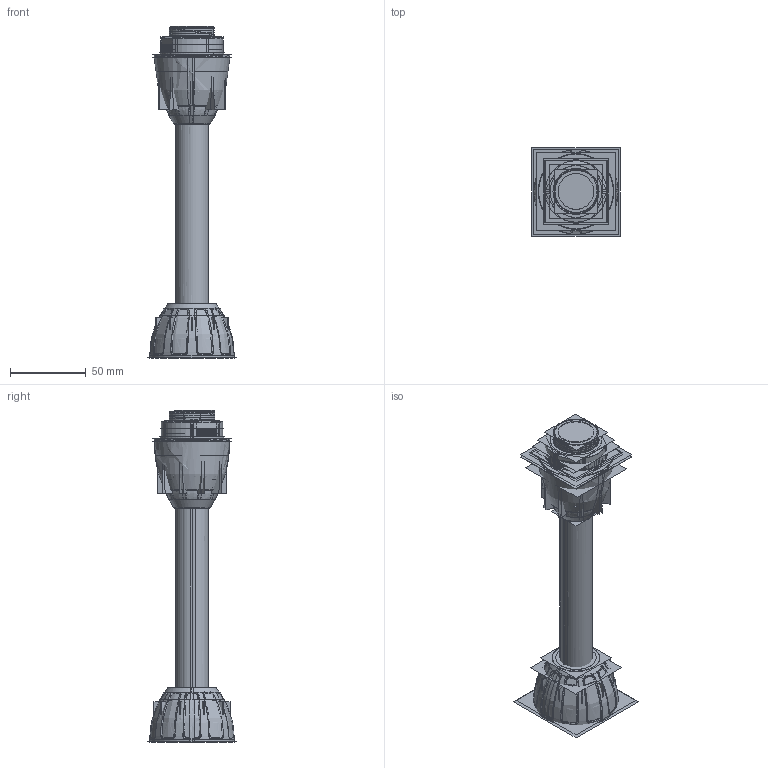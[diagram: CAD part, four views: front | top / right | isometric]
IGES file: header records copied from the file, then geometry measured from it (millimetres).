
Start section:  PTC IGES file: 217499.igs
Global section: file name: 217499.igs; native system: Creo Parametric by PTC Inc.; preprocessor: 2019292; author: PDMAdmin; organization: Unknown; date: 20200501.135446; units: millimetre
Bounding box: 58.24 x 58.27 x 219.29 mm (x, y, z)
Volume: 88593.7 mm3; surface area: 977061.9 mm2
Topology: 6 solids, 7 shells, 2214 faces, 11694 edges, 14776 vertices
Faces by surface type: bspline 1128, revolution 1086
